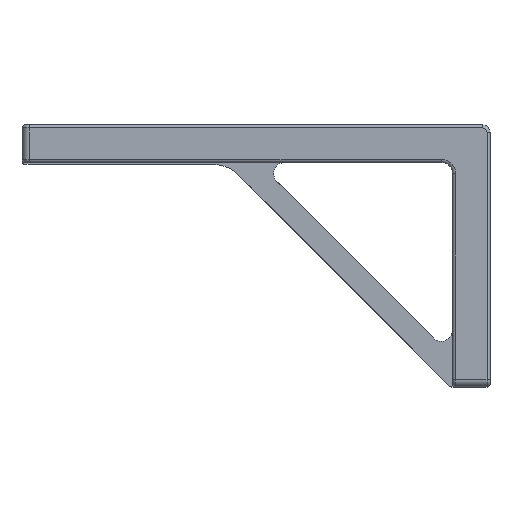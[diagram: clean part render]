
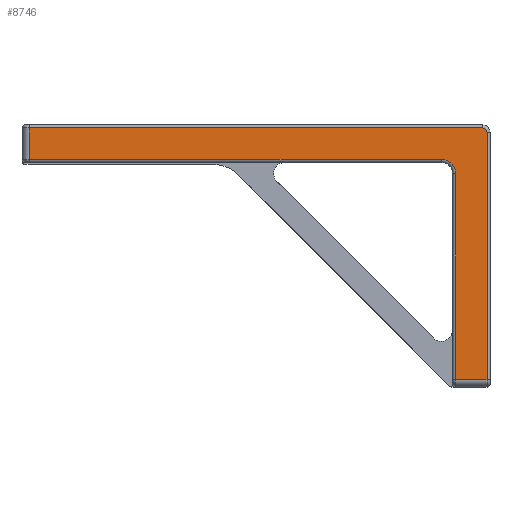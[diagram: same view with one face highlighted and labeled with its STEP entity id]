
A CAD part, left-side view. The second image highlights one B-rep face of the part: STEP entity #8746.
In plain terms, the highlighted planar face has unit normal (-1, 0, 0).
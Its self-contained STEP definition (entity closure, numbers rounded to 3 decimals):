
#173 = CARTESIAN_POINT ( 'NONE',  ( -50., 10., -35. ) ) ;
#260 = CARTESIAN_POINT ( 'NONE',  ( -50., 2., 33. ) ) ;
#460 = VECTOR ( 'NONE', #6801, 1000. ) ;
#962 = VECTOR ( 'NONE', #9346, 1000. ) ;
#1009 = VERTEX_POINT ( 'NONE', #11333 ) ;
#1224 = PLANE ( 'NONE',  #5949 ) ;
#1411 = LINE ( 'NONE', #3124, #11298 ) ;
#1439 = LINE ( 'NONE', #9430, #962 ) ;
#1717 = DIRECTION ( 'NONE',  ( 1., 0., 0. ) ) ;
#1858 = CARTESIAN_POINT ( 'NONE',  ( -50., 123., 25.8 ) ) ;
#2094 = LINE ( 'NONE', #2474, #460 ) ;
#2185 = DIRECTION ( 'NONE',  ( 0., -1., 0. ) ) ;
#2360 = EDGE_CURVE ( 'NONE', #4375, #11614, #4309, .T. ) ;
#2452 = ORIENTED_EDGE ( 'NONE', *, *, #11425, .T. ) ;
#2474 = CARTESIAN_POINT ( 'NONE',  ( -50., 10., 25.8 ) ) ;
#2495 = ORIENTED_EDGE ( 'NONE', *, *, #11114, .T. ) ;
#2559 = DIRECTION ( 'NONE',  ( 0., 0., -1. ) ) ;
#2712 = VECTOR ( 'NONE', #2559, 1000. ) ;
#2774 = CARTESIAN_POINT ( 'NONE',  ( -50., 9.2, -33. ) ) ;
#3124 = CARTESIAN_POINT ( 'NONE',  ( -50., 0.8, -35. ) ) ;
#3702 = EDGE_CURVE ( 'NONE', #5648, #5398, #11322, .T. ) ;
#3726 = VERTEX_POINT ( 'NONE', #2774 ) ;
#3856 = ORIENTED_EDGE ( 'NONE', *, *, #2360, .T. ) ;
#4137 = DIRECTION ( 'NONE',  ( 0., 0., 1. ) ) ;
#4181 = DIRECTION ( 'NONE',  ( -1., 0., 0. ) ) ;
#4309 = LINE ( 'NONE', #6767, #2712 ) ;
#4375 = VERTEX_POINT ( 'NONE', #5051 ) ;
#4980 = EDGE_CURVE ( 'NONE', #1009, #5766, #1411, .T. ) ;
#5041 = CARTESIAN_POINT ( 'NONE',  ( -50., 0.8, 33. ) ) ;
#5051 = CARTESIAN_POINT ( 'NONE',  ( -50., 123., 34.2 ) ) ;
#5398 = VERTEX_POINT ( 'NONE', #11375 ) ;
#5648 = VERTEX_POINT ( 'NONE', #11902 ) ;
#5766 = VERTEX_POINT ( 'NONE', #5041 ) ;
#5949 = AXIS2_PLACEMENT_3D ( 'NONE', #173, #10344, #12422 ) ;
#6037 = EDGE_CURVE ( 'NONE', #5766, #12623, #10331, .T. ) ;
#6199 = CARTESIAN_POINT ( 'NONE',  ( -50., 10., -33. ) ) ;
#6398 = VECTOR ( 'NONE', #11912, 1000. ) ;
#6563 = EDGE_CURVE ( 'NONE', #11614, #5648, #2094, .T. ) ;
#6734 = ORIENTED_EDGE ( 'NONE', *, *, #6563, .T. ) ;
#6767 = CARTESIAN_POINT ( 'NONE',  ( -50., 123., 25. ) ) ;
#6801 = DIRECTION ( 'NONE',  ( 0., -1., 0. ) ) ;
#6842 = DIRECTION ( 'NONE',  ( 0., 0., -1. ) ) ;
#7172 = LINE ( 'NONE', #6199, #11933 ) ;
#8746 = ADVANCED_FACE ( '��1', ( #11388 ), #1224, .F. ) ;
#8865 = AXIS2_PLACEMENT_3D ( 'NONE', #13028, #1717, #6842 ) ;
#9346 = DIRECTION ( 'NONE',  ( 0., 1., 0. ) ) ;
#9430 = CARTESIAN_POINT ( 'NONE',  ( -50., 10., 34.2 ) ) ;
#9950 = CARTESIAN_POINT ( 'NONE',  ( -50., 2., 34.2 ) ) ;
#10124 = ORIENTED_EDGE ( 'NONE', *, *, #12017, .T. ) ;
#10331 = CIRCLE ( 'NONE', #12931, 1.2 ) ;
#10344 = DIRECTION ( 'NONE',  ( 1., 0., 0. ) ) ;
#10600 = ORIENTED_EDGE ( 'NONE', *, *, #3702, .T. ) ;
#10889 = CARTESIAN_POINT ( 'NONE',  ( -50., 9.2, -33. ) ) ;
#11114 = EDGE_CURVE ( 'NONE', #12623, #4375, #1439, .T. ) ;
#11298 = VECTOR ( 'NONE', #4137, 1000. ) ;
#11319 = ORIENTED_EDGE ( 'NONE', *, *, #6037, .T. ) ;
#11322 = CIRCLE ( 'NONE', #8865, 3.8 ) ;
#11331 = DIRECTION ( 'NONE',  ( 0., 0., -1. ) ) ;
#11333 = CARTESIAN_POINT ( 'NONE',  ( -50., 0.8, -33. ) ) ;
#11375 = CARTESIAN_POINT ( 'NONE',  ( -50., 9.2, 22. ) ) ;
#11388 = FACE_OUTER_BOUND ( 'NONE', #13064, .T. ) ;
#11425 = EDGE_CURVE ( '����14', #5398, #3726, #11789, .T. ) ;
#11614 = VERTEX_POINT ( 'NONE', #1858 ) ;
#11789 = LINE ( 'NONE', #10889, #6398 ) ;
#11902 = CARTESIAN_POINT ( 'NONE',  ( -50., 13., 25.8 ) ) ;
#11912 = DIRECTION ( 'NONE',  ( 0., 0., -1. ) ) ;
#11933 = VECTOR ( 'NONE', #2185, 1000. ) ;
#12017 = EDGE_CURVE ( 'NONE', #3726, #1009, #7172, .T. ) ;
#12160 = ORIENTED_EDGE ( 'NONE', *, *, #4980, .T. ) ;
#12422 = DIRECTION ( 'NONE',  ( 0., 0., -1. ) ) ;
#12623 = VERTEX_POINT ( 'NONE', #9950 ) ;
#12931 = AXIS2_PLACEMENT_3D ( 'NONE', #260, #4181, #11331 ) ;
#13028 = CARTESIAN_POINT ( 'NONE',  ( -50., 13., 22. ) ) ;
#13064 = EDGE_LOOP ( 'NONE', ( #11319, #2495, #3856, #6734, #10600, #2452, #10124, #12160 ) ) ;
